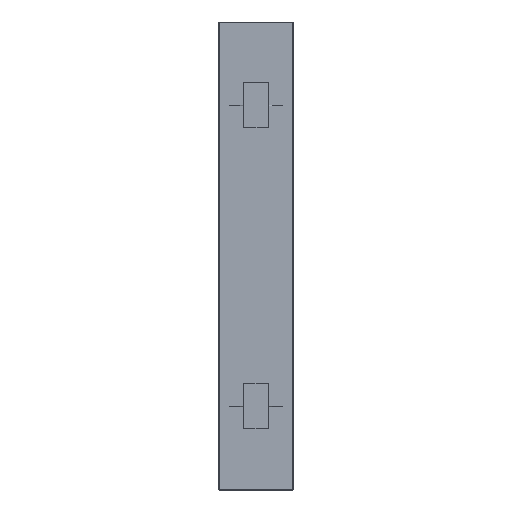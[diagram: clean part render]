
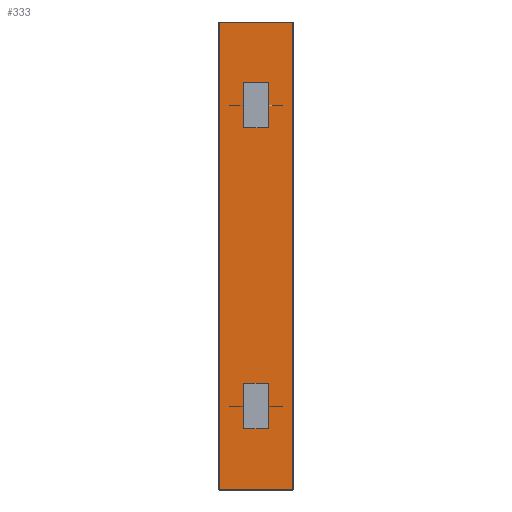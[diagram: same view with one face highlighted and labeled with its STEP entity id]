
A CAD part, top view. The second image highlights one B-rep face of the part: STEP entity #333.
In plain terms, the highlighted planar face has unit normal (0, 0, 1).
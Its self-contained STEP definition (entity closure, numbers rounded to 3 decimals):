
#56=PLANE('',#1059);
#189=LINE('',#1628,#261);
#190=LINE('',#1631,#262);
#191=LINE('',#1633,#263);
#192=LINE('',#1635,#264);
#261=VECTOR('',#1263,1.);
#262=VECTOR('',#1264,1.);
#263=VECTOR('',#1265,1.);
#264=VECTOR('',#1266,1.);
#333=ADVANCED_FACE('',(#417,#418,#419,#420,#421),#56,.T.);
#417=FACE_BOUND('',#492,.T.);
#418=FACE_BOUND('',#493,.T.);
#419=FACE_BOUND('',#494,.T.);
#420=FACE_BOUND('',#495,.T.);
#421=FACE_BOUND('',#496,.T.);
#492=EDGE_LOOP('',(#662));
#493=EDGE_LOOP('',(#663));
#494=EDGE_LOOP('',(#664));
#495=EDGE_LOOP('',(#665));
#496=EDGE_LOOP('',(#666,#667,#668,#669));
#662=ORIENTED_EDGE('',*,*,#870,.T.);
#663=ORIENTED_EDGE('',*,*,#901,.T.);
#664=ORIENTED_EDGE('',*,*,#903,.T.);
#665=ORIENTED_EDGE('',*,*,#934,.T.);
#666=ORIENTED_EDGE('',*,*,#936,.F.);
#667=ORIENTED_EDGE('',*,*,#937,.T.);
#668=ORIENTED_EDGE('',*,*,#938,.F.);
#669=ORIENTED_EDGE('',*,*,#939,.T.);
#780=VERTEX_POINT('',#1397);
#803=VERTEX_POINT('',#1507);
#805=VERTEX_POINT('',#1513);
#828=VERTEX_POINT('',#1623);
#830=VERTEX_POINT('',#1629);
#831=VERTEX_POINT('',#1630);
#832=VERTEX_POINT('',#1632);
#833=VERTEX_POINT('',#1634);
#870=EDGE_CURVE('',#780,#780,#992,.T.);
#901=EDGE_CURVE('',#803,#803,#993,.T.);
#903=EDGE_CURVE('',#805,#805,#994,.T.);
#934=EDGE_CURVE('',#828,#828,#995,.T.);
#936=EDGE_CURVE('',#830,#831,#189,.T.);
#937=EDGE_CURVE('',#830,#832,#190,.T.);
#938=EDGE_CURVE('',#833,#832,#191,.T.);
#939=EDGE_CURVE('',#833,#831,#192,.T.);
#992=ELLIPSE('',#997,0.927,0.75);
#993=ELLIPSE('',#1024,0.927,0.75);
#994=ELLIPSE('',#1028,0.927,0.75);
#995=ELLIPSE('',#1055,0.927,0.75);
#997=AXIS2_PLACEMENT_3D('',#1396,#1107,#1108);
#1024=AXIS2_PLACEMENT_3D('',#1506,#1177,#1178);
#1028=AXIS2_PLACEMENT_3D('',#1512,#1185,#1186);
#1055=AXIS2_PLACEMENT_3D('',#1622,#1255,#1256);
#1059=AXIS2_PLACEMENT_3D('',#1636,#1267,#1268);
#1107=DIRECTION('',(0.,0.,-1.));
#1108=DIRECTION('',(1.,0.,0.));
#1177=DIRECTION('',(0.,0.,-1.));
#1178=DIRECTION('',(-1.,0.,0.));
#1185=DIRECTION('',(0.,0.,-1.));
#1186=DIRECTION('',(1.,0.,0.));
#1255=DIRECTION('',(0.,0.,-1.));
#1256=DIRECTION('',(-1.,0.,0.));
#1263=DIRECTION('',(-1.,0.,0.));
#1264=DIRECTION('',(0.,1.,0.));
#1265=DIRECTION('',(1.,0.,0.));
#1266=DIRECTION('',(0.,-1.,0.));
#1267=DIRECTION('',(0.,0.,1.));
#1268=DIRECTION('',(1.,0.,0.));
#1396=CARTESIAN_POINT('',(29.716,222.5,35.7));
#1397=CARTESIAN_POINT('',(30.643,222.5,35.7));
#1506=CARTESIAN_POINT('',(170.634,222.5,35.7));
#1507=CARTESIAN_POINT('',(169.707,222.5,35.7));
#1512=CARTESIAN_POINT('',(29.716,1022.5,35.7));
#1513=CARTESIAN_POINT('',(30.643,1022.5,35.7));
#1622=CARTESIAN_POINT('',(170.634,1022.5,35.7));
#1623=CARTESIAN_POINT('',(169.707,1022.5,35.7));
#1628=CARTESIAN_POINT('',(100.175,0.,35.7));
#1629=CARTESIAN_POINT('',(197.35,0.,35.7));
#1630=CARTESIAN_POINT('',(3.,0.,35.7));
#1631=CARTESIAN_POINT('',(197.35,622.5,35.7));
#1632=CARTESIAN_POINT('',(197.35,1245.,35.7));
#1633=CARTESIAN_POINT('',(100.175,1245.,35.7));
#1634=CARTESIAN_POINT('',(3.,1245.,35.7));
#1635=CARTESIAN_POINT('',(3.,622.5,35.7));
#1636=CARTESIAN_POINT('',(100.175,622.5,35.7));
